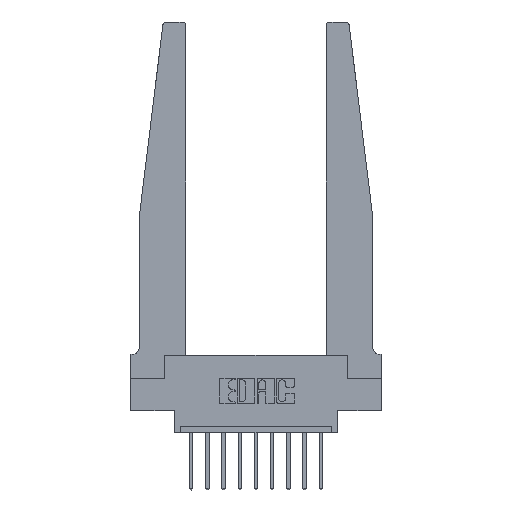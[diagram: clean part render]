
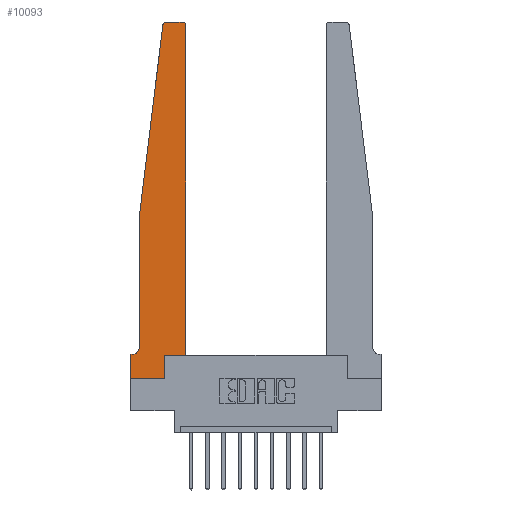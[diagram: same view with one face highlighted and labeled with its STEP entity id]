
A CAD part, top view. The second image highlights one B-rep face of the part: STEP entity #10093.
In plain terms, the highlighted planar face has unit normal (0, 0, 1).
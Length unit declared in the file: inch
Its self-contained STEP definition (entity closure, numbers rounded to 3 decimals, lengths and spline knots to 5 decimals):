
#46 = LINE ( 'NONE', #208, #14679 ) ;
#208 = CARTESIAN_POINT ( 'NONE',  ( 0.065, 1.25, 0.37 ) ) ;
#288 = DIRECTION ( 'NONE',  ( 1., 0., 0. ) ) ;
#483 = CARTESIAN_POINT ( 'NONE',  ( 0., 0., 0.37 ) ) ;
#561 = VERTEX_POINT ( 'NONE', #11782 ) ;
#647 = EDGE_CURVE ( 'NONE', #12700, #14325, #13288, .T. ) ;
#690 = PLANE ( 'NONE',  #7863 ) ;
#832 = VECTOR ( 'NONE', #14434, 39.37008 ) ;
#963 = ORIENTED_EDGE ( 'NONE', *, *, #1672, .T. ) ;
#1068 = VECTOR ( 'NONE', #11736, 39.37008 ) ;
#1247 = CARTESIAN_POINT ( 'NONE',  ( 0.065, 0.2375, 0.37 ) ) ;
#1373 = CARTESIAN_POINT ( 'NONE',  ( 0.065, 1.25, 0.37 ) ) ;
#1467 = EDGE_CURVE ( 'NONE', #12828, #14182, #10371, .T. ) ;
#1672 = EDGE_CURVE ( 'NONE', #561, #12700, #14352, .T. ) ;
#1712 = CARTESIAN_POINT ( 'NONE',  ( 0.015, 0.1875, 0.37 ) ) ;
#1779 = ORIENTED_EDGE ( 'NONE', *, *, #10105, .T. ) ;
#2153 = ORIENTED_EDGE ( 'NONE', *, *, #11134, .T. ) ;
#2210 = VECTOR ( 'NONE', #288, 39.37008 ) ;
#2353 = LINE ( 'NONE', #5418, #7415 ) ;
#2475 = CARTESIAN_POINT ( 'NONE',  ( 0.27653, 2.75, 0.37 ) ) ;
#2684 = LINE ( 'NONE', #13860, #1068 ) ;
#2751 = ORIENTED_EDGE ( 'NONE', *, *, #6778, .T. ) ;
#2770 = ORIENTED_EDGE ( 'NONE', *, *, #3192, .T. ) ;
#2882 = VERTEX_POINT ( 'NONE', #11754 ) ;
#3130 = VECTOR ( 'NONE', #6474, 39.37008 ) ;
#3192 = EDGE_CURVE ( 'NONE', #10681, #561, #2353, .T. ) ;
#3284 = ORIENTED_EDGE ( 'NONE', *, *, #647, .T. ) ;
#3338 = EDGE_CURVE ( 'NONE', #14509, #13417, #46, .T. ) ;
#3586 = AXIS2_PLACEMENT_3D ( 'NONE', #14907, #12530, #5483 ) ;
#3860 = LINE ( 'NONE', #8807, #3130 ) ;
#3889 = ORIENTED_EDGE ( 'NONE', *, *, #12053, .T. ) ;
#3919 = DIRECTION ( 'NONE',  ( 1., 0., 0. ) ) ;
#4070 = LINE ( 'NONE', #13306, #832 ) ;
#4075 = DIRECTION ( 'NONE',  ( 1., 0., 0. ) ) ;
#4267 = DIRECTION ( 'NONE',  ( 0., -1., 0. ) ) ;
#4294 = VECTOR ( 'NONE', #11045, 39.37008 ) ;
#4525 = AXIS2_PLACEMENT_3D ( 'NONE', #7208, #8362, #4075 ) ;
#4766 = VECTOR ( 'NONE', #8510, 39.37008 ) ;
#5089 = DIRECTION ( 'NONE',  ( 0., 0., 1. ) ) ;
#5418 = CARTESIAN_POINT ( 'NONE',  ( 0., 0., 0.37 ) ) ;
#5483 = DIRECTION ( 'NONE',  ( -1., 0., 0. ) ) ;
#5585 = CIRCLE ( 'NONE', #3586, 0.05 ) ;
#5836 = ORIENTED_EDGE ( 'NONE', *, *, #3338, .T. ) ;
#5903 = VERTEX_POINT ( 'NONE', #1712 ) ;
#6285 = CARTESIAN_POINT ( 'NONE',  ( 0.25, 2.75, 0.37 ) ) ;
#6363 = VERTEX_POINT ( 'NONE', #2475 ) ;
#6392 = DIRECTION ( 'NONE',  ( 1., 0., 0. ) ) ;
#6472 = CIRCLE ( 'NONE', #14005, 0.03 ) ;
#6474 = DIRECTION ( 'NONE',  ( 0., 1., 0. ) ) ;
#6761 = FACE_OUTER_BOUND ( 'NONE', #12509, .T. ) ;
#6778 = EDGE_CURVE ( 'NONE', #14325, #12852, #2684, .T. ) ;
#7125 = CARTESIAN_POINT ( 'NONE',  ( 0.425, 0.18, 0.37 ) ) ;
#7208 = CARTESIAN_POINT ( 'NONE',  ( 0.395, 2.72, 0.37 ) ) ;
#7363 = CARTESIAN_POINT ( 'NONE',  ( 0.27653, 2.72, 0.37 ) ) ;
#7415 = VECTOR ( 'NONE', #4267, 39.37008 ) ;
#7488 = CARTESIAN_POINT ( 'NONE',  ( 0.065, 0.1875, 0.37 ) ) ;
#7505 = ORIENTED_EDGE ( 'NONE', *, *, #1467, .T. ) ;
#7863 = AXIS2_PLACEMENT_3D ( 'NONE', #14535, #9892, #6392 ) ;
#7993 = EDGE_CURVE ( 'NONE', #5903, #10681, #9917, .T. ) ;
#8362 = DIRECTION ( 'NONE',  ( 0., 0., 1. ) ) ;
#8510 = DIRECTION ( 'NONE',  ( 0., 1., 0. ) ) ;
#8807 = CARTESIAN_POINT ( 'NONE',  ( 0.425, 0.18, 0.37 ) ) ;
#8883 = CARTESIAN_POINT ( 'NONE',  ( 0., 0.1875, 0.37 ) ) ;
#9081 = DIRECTION ( 'NONE',  ( 0., -1., 0. ) ) ;
#9169 = EDGE_CURVE ( 'NONE', #2882, #14509, #4070, .T. ) ;
#9795 = DIRECTION ( 'NONE',  ( -1., 0., 0. ) ) ;
#9892 = DIRECTION ( 'NONE',  ( 0., 0., 1. ) ) ;
#9917 = LINE ( 'NONE', #7488, #4294 ) ;
#10093 = ADVANCED_FACE ( 'NONE', ( #6761 ), #690, .T. ) ;
#10105 = EDGE_CURVE ( 'NONE', #12852, #12828, #3860, .T. ) ;
#10371 = CIRCLE ( 'NONE', #4525, 0.03 ) ;
#10681 = VERTEX_POINT ( 'NONE', #8883 ) ;
#10866 = CARTESIAN_POINT ( 'NONE',  ( 0.2605, 0.18, 0.37 ) ) ;
#10867 = ORIENTED_EDGE ( 'NONE', *, *, #11907, .T. ) ;
#11045 = DIRECTION ( 'NONE',  ( -1., 0., 0. ) ) ;
#11134 = EDGE_CURVE ( 'NONE', #6363, #2882, #6472, .T. ) ;
#11403 = VECTOR ( 'NONE', #9795, 39.37008 ) ;
#11736 = DIRECTION ( 'NONE',  ( 1., 0., 0. ) ) ;
#11739 = CARTESIAN_POINT ( 'NONE',  ( 0.425, 2.72, 0.37 ) ) ;
#11754 = CARTESIAN_POINT ( 'NONE',  ( 0.24675, 2.72367, 0.37 ) ) ;
#11782 = CARTESIAN_POINT ( 'NONE',  ( 0., 0., 0.37 ) ) ;
#11907 = EDGE_CURVE ( 'NONE', #14182, #6363, #14268, .T. ) ;
#12053 = EDGE_CURVE ( 'NONE', #13417, #5903, #5585, .T. ) ;
#12184 = ORIENTED_EDGE ( 'NONE', *, *, #7993, .T. ) ;
#12421 = CARTESIAN_POINT ( 'NONE',  ( 0.2605, 0.18, 0.37 ) ) ;
#12509 = EDGE_LOOP ( 'NONE', ( #10867, #2153, #13445, #5836, #3889, #12184, #2770, #963, #3284, #2751, #1779, #7505 ) ) ;
#12530 = DIRECTION ( 'NONE',  ( 0., 0., -1. ) ) ;
#12700 = VERTEX_POINT ( 'NONE', #14522 ) ;
#12828 = VERTEX_POINT ( 'NONE', #11739 ) ;
#12852 = VERTEX_POINT ( 'NONE', #7125 ) ;
#13288 = LINE ( 'NONE', #10866, #4766 ) ;
#13306 = CARTESIAN_POINT ( 'NONE',  ( 0.065, 1.25, 0.37 ) ) ;
#13417 = VERTEX_POINT ( 'NONE', #1247 ) ;
#13445 = ORIENTED_EDGE ( 'NONE', *, *, #9169, .T. ) ;
#13577 = CARTESIAN_POINT ( 'NONE',  ( 0.395, 2.75, 0.37 ) ) ;
#13860 = CARTESIAN_POINT ( 'NONE',  ( 0.425, 0.18, 0.37 ) ) ;
#14005 = AXIS2_PLACEMENT_3D ( 'NONE', #7363, #5089, #3919 ) ;
#14182 = VERTEX_POINT ( 'NONE', #13577 ) ;
#14268 = LINE ( 'NONE', #6285, #11403 ) ;
#14325 = VERTEX_POINT ( 'NONE', #12421 ) ;
#14352 = LINE ( 'NONE', #483, #2210 ) ;
#14434 = DIRECTION ( 'NONE',  ( -0.122, -0.992, 0. ) ) ;
#14509 = VERTEX_POINT ( 'NONE', #1373 ) ;
#14522 = CARTESIAN_POINT ( 'NONE',  ( 0.2605, 0., 0.37 ) ) ;
#14535 = CARTESIAN_POINT ( 'NONE',  ( 0., 0.1875, 0.37 ) ) ;
#14679 = VECTOR ( 'NONE', #9081, 39.37008 ) ;
#14907 = CARTESIAN_POINT ( 'NONE',  ( 0.015, 0.2375, 0.37 ) ) ;
